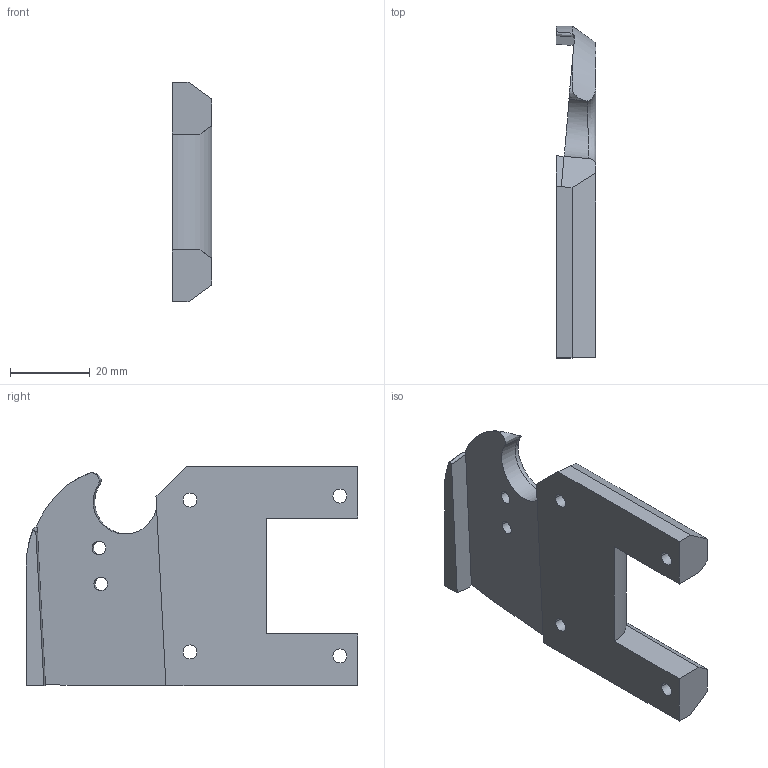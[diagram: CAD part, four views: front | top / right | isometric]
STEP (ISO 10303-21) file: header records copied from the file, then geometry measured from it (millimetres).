
FILE_DESCRIPTION(('CATIA V5 STEP Exchange'),'2;1');
FILE_NAME('HYPERCUBE-EVO-0063_NGEN_V2.stp','2020-05-20T17:06:45+00:00',('none'),('none'),'CATIA Version 5 Release 21 GA (IN-10)','CATIA V5 STEP AP203','none');
FILE_SCHEMA(('CONFIG_CONTROL_DESIGN'));
Length unit declared in the file: millimetre
Products named in the file (1): HYPERCUBE-EVO-0063_NGEN_V2
Bounding box: 10 x 83 x 55 mm (x, y, z)
Volume: 26206.1 mm3; surface area: 10380.2 mm2
Topology: 1 solids, 1 shells, 84 faces, 224 edges, 148 vertices
Faces by surface type: plane 54, cylinder 25, bspline 3, sphere 1, cone 1
Entity records: 2913 total; most frequent: CARTESIAN_POINT 889, ORIENTED_EDGE 448, DIRECTION 318, EDGE_CURVE 224, VECTOR 148, LINE 148, VERTEX_POINT 148, AXIS2_PLACEMENT_3D 110
